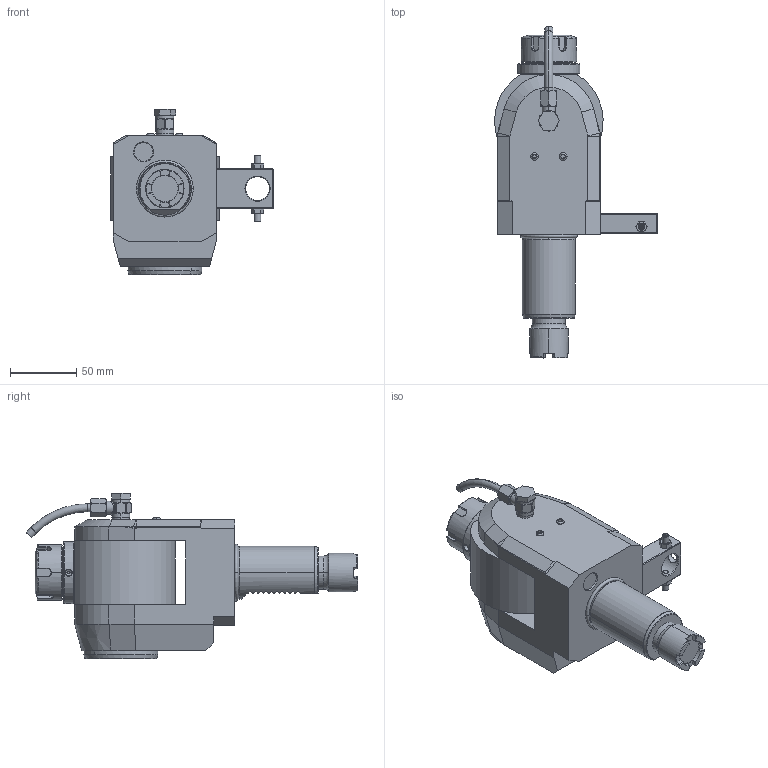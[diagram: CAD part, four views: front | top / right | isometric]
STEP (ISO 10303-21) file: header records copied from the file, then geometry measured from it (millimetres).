
FILE_DESCRIPTION((''),'2;1');
FILE_NAME('NGT1_40_551_25_1JA','2023-05-08T',('vali'),('NOVA GRUP'),'PRO/ENGINEER BY PARAMETRIC TECHNOLOGY CORPORATION, 2010280','PRO/ENGINEER BY PARAMETRIC TECHNOLOGY CORPORATION, 2010280','');
FILE_SCHEMA(('CONFIG_CONTROL_DESIGN'));
Length unit declared in the file: millimetre
Products named in the file (1): NGT1_40_551_25_1JA
Bounding box: 122.99 x 250.67 x 124.9 mm (x, y, z)
Volume: 941331.8 mm3; surface area: 87916.9 mm2
Topology: 1 solids, 2 shells, 611 faces, 1529 edges, 941 vertices
Faces by surface type: plane 252, cylinder 138, bspline 102, cone 81, torus 38
Entity records: 27423 total; most frequent: CARTESIAN_POINT 13962, ORIENTED_EDGE 3034, DIRECTION 2375, EDGE_CURVE 1517, VERTEX_POINT 941, AXIS2_PLACEMENT_3D 850, VECTOR 675, LINE 675
